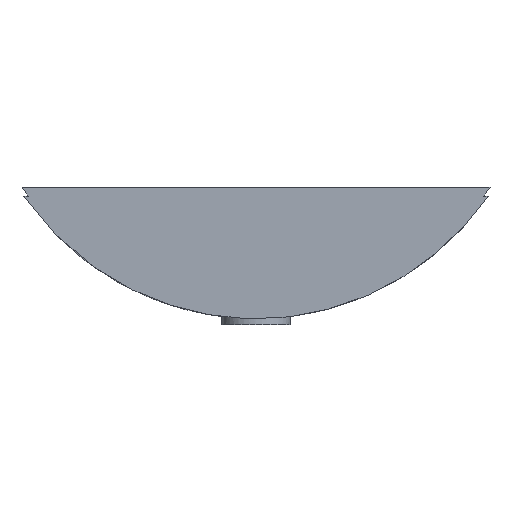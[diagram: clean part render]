
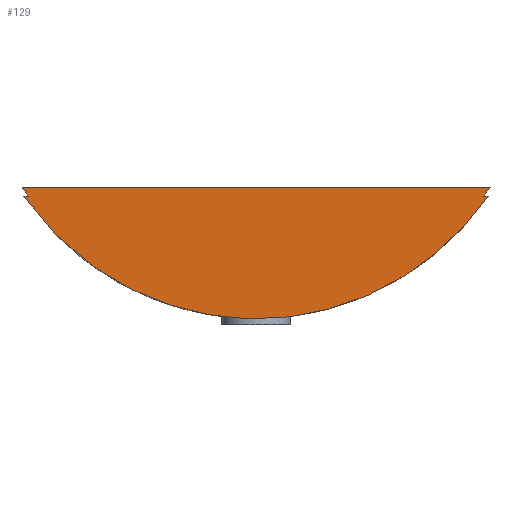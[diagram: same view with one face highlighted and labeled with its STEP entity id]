
A CAD part, front view. The second image highlights one B-rep face of the part: STEP entity #129.
In plain terms, the highlighted planar face has unit normal (0, -1, 0).
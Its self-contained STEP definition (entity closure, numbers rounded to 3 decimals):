
#110=PLANE('',#501);
#129=ADVANCED_FACE('',(#153),#110,.T.);
#153=FACE_OUTER_BOUND('',#257,.T.);
#175=LINE('',#1001,#207);
#184=LINE('',#1362,#216);
#185=LINE('',#1364,#217);
#186=LINE('',#1413,#218);
#207=VECTOR('',#523,1.);
#216=VECTOR('',#550,1.);
#217=VECTOR('',#553,1.);
#218=VECTOR('',#554,1.);
#257=EDGE_LOOP('',(#326,#327,#328,#329,#330,#331,#332));
#326=ORIENTED_EDGE('',*,*,#415,.T.);
#327=ORIENTED_EDGE('',*,*,#451,.T.);
#328=ORIENTED_EDGE('',*,*,#452,.T.);
#329=ORIENTED_EDGE('',*,*,#453,.T.);
#330=ORIENTED_EDGE('',*,*,#425,.T.);
#331=ORIENTED_EDGE('',*,*,#450,.T.);
#332=ORIENTED_EDGE('',*,*,#432,.F.);
#378=VERTEX_POINT('',#668);
#379=VERTEX_POINT('',#673);
#388=VERTEX_POINT('',#726);
#389=VERTEX_POINT('',#731);
#395=VERTEX_POINT('',#1002);
#406=VERTEX_POINT('',#1365);
#407=VERTEX_POINT('',#1412);
#415=EDGE_CURVE('',#379,#378,#467,.T.);
#425=EDGE_CURVE('',#389,#388,#471,.T.);
#432=EDGE_CURVE('',#379,#395,#175,.T.);
#450=EDGE_CURVE('',#388,#395,#184,.T.);
#451=EDGE_CURVE('',#378,#406,#185,.T.);
#452=EDGE_CURVE('',#406,#407,#484,.T.);
#453=EDGE_CURVE('',#407,#389,#186,.T.);
#467=B_SPLINE_CURVE_WITH_KNOTS('',3,(#669,#670,#671,#672),.UNSPECIFIED.,
.F.,.F.,(4,4),(0.,1.),.UNSPECIFIED.);
#471=B_SPLINE_CURVE_WITH_KNOTS('',3,(#727,#728,#729,#730),.UNSPECIFIED.,
.F.,.F.,(4,4),(0.,1.),.UNSPECIFIED.);
#484=B_SPLINE_CURVE_WITH_KNOTS('',3,(#1366,#1367,#1368,#1369,#1370,#1371,
#1372,#1373,#1374,#1375,#1376,#1377,#1378,#1379,#1380,#1381,#1382,#1383,
#1384,#1385,#1386,#1387,#1388,#1389,#1390,#1391,#1392,#1393,#1394,#1395,
#1396,#1397,#1398,#1399,#1400,#1401,#1402,#1403,#1404,#1405,#1406,#1407,
#1408,#1409,#1410,#1411),.UNSPECIFIED.,.F.,.F.,(4,2,2,2,2,2,2,2,2,2,2,2,
2,2,2,2,2,2,2,2,2,2,4),(0.,0.031,0.062,0.125,0.156,
0.188,0.25,0.313,0.344,0.375,0.438,0.5,0.563,0.625,0.688,0.719,
0.75,0.813,0.875,0.906,0.938,0.969,1.),.UNSPECIFIED.);
#501=AXIS2_PLACEMENT_3D('',#1414,#555,#556);
#523=DIRECTION('',(1.,0.,0.));
#550=DIRECTION('',(0.,0.,1.));
#553=DIRECTION('',(-1.,0.,0.));
#554=DIRECTION('',(-1.,0.,0.));
#555=DIRECTION('',(0.,-1.,0.));
#556=DIRECTION('',(1.,0.,0.));
#668=CARTESIAN_POINT('',(-254.963,-174.291,177.589));
#669=CARTESIAN_POINT('',(-261.941,-174.291,187.589));
#670=CARTESIAN_POINT('',(-259.619,-174.291,184.252));
#671=CARTESIAN_POINT('',(-257.31,-174.291,180.902));
#672=CARTESIAN_POINT('',(-254.963,-174.291,177.589));
#673=CARTESIAN_POINT('',(-261.941,-174.291,187.589));
#726=CARTESIAN_POINT('',(262.059,-174.291,187.589));
#727=CARTESIAN_POINT('',(255.081,-174.291,177.589));
#728=CARTESIAN_POINT('',(257.43,-174.291,180.903));
#729=CARTESIAN_POINT('',(259.737,-174.291,184.252));
#730=CARTESIAN_POINT('',(262.059,-174.291,187.589));
#731=CARTESIAN_POINT('',(255.081,-174.291,177.589));
#1001=CARTESIAN_POINT('',(-261.941,-174.291,187.589));
#1002=CARTESIAN_POINT('',(262.059,-174.291,187.589));
#1362=CARTESIAN_POINT('',(262.059,-174.291,2.589));
#1364=CARTESIAN_POINT('',(-261.941,-174.291,177.589));
#1365=CARTESIAN_POINT('',(-259.856,-174.291,177.589));
#1366=CARTESIAN_POINT('',(-259.856,-174.291,177.589));
#1367=CARTESIAN_POINT('',(-256.215,-174.291,172.394));
#1368=CARTESIAN_POINT('',(-252.44,-174.291,167.239));
#1369=CARTESIAN_POINT('',(-244.606,-174.291,157.258));
#1370=CARTESIAN_POINT('',(-240.553,-174.291,152.396));
#1371=CARTESIAN_POINT('',(-227.987,-174.291,138.191));
#1372=CARTESIAN_POINT('',(-219.068,-174.291,129.233));
#1373=CARTESIAN_POINT('',(-204.87,-174.291,116.57));
#1374=CARTESIAN_POINT('',(-200.,-174.291,112.478));
#1375=CARTESIAN_POINT('',(-189.973,-174.291,104.554));
#1376=CARTESIAN_POINT('',(-184.813,-174.291,100.721));
#1377=CARTESIAN_POINT('',(-169.091,-174.291,89.755));
#1378=CARTESIAN_POINT('',(-158.265,-174.291,83.14));
#1379=CARTESIAN_POINT('',(-135.949,-174.291,71.284));
#1380=CARTESIAN_POINT('',(-124.459,-174.291,66.037));
#1381=CARTESIAN_POINT('',(-106.727,-174.291,59.185));
#1382=CARTESIAN_POINT('',(-100.736,-174.291,57.074));
#1383=CARTESIAN_POINT('',(-88.565,-174.291,53.198));
#1384=CARTESIAN_POINT('',(-82.382,-174.291,51.434));
#1385=CARTESIAN_POINT('',(-63.78,-174.291,46.73));
#1386=CARTESIAN_POINT('',(-51.281,-174.291,44.365));
#1387=CARTESIAN_POINT('',(-26.217,-174.291,41.09));
#1388=CARTESIAN_POINT('',(-13.592,-174.291,40.087));
#1389=CARTESIAN_POINT('',(11.942,-174.291,40.005));
#1390=CARTESIAN_POINT('',(24.839,-174.291,40.958));
#1391=CARTESIAN_POINT('',(50.188,-174.291,44.152));
#1392=CARTESIAN_POINT('',(62.717,-174.291,46.489));
#1393=CARTESIAN_POINT('',(87.385,-174.291,52.619));
#1394=CARTESIAN_POINT('',(99.549,-174.291,56.424));
#1395=CARTESIAN_POINT('',(117.509,-174.291,63.281));
#1396=CARTESIAN_POINT('',(123.459,-174.291,65.762));
#1397=CARTESIAN_POINT('',(135.15,-174.291,71.056));
#1398=CARTESIAN_POINT('',(140.883,-174.291,73.864));
#1399=CARTESIAN_POINT('',(157.778,-174.291,82.779));
#1400=CARTESIAN_POINT('',(168.627,-174.291,89.371));
#1401=CARTESIAN_POINT('',(189.498,-174.291,103.842));
#1402=CARTESIAN_POINT('',(199.535,-174.291,111.735));
#1403=CARTESIAN_POINT('',(213.924,-174.291,124.521));
#1404=CARTESIAN_POINT('',(218.609,-174.291,128.941));
#1405=CARTESIAN_POINT('',(227.664,-174.291,138.009));
#1406=CARTESIAN_POINT('',(232.046,-174.291,142.668));
#1407=CARTESIAN_POINT('',(240.522,-174.291,152.23));
#1408=CARTESIAN_POINT('',(244.616,-174.291,157.133));
#1409=CARTESIAN_POINT('',(252.516,-174.291,167.184));
#1410=CARTESIAN_POINT('',(256.316,-174.291,172.369));
#1411=CARTESIAN_POINT('',(259.974,-174.291,177.589));
#1412=CARTESIAN_POINT('',(259.974,-174.291,177.589));
#1413=CARTESIAN_POINT('',(-261.941,-174.291,177.589));
#1414=CARTESIAN_POINT('',(-261.941,-174.291,2.589));
